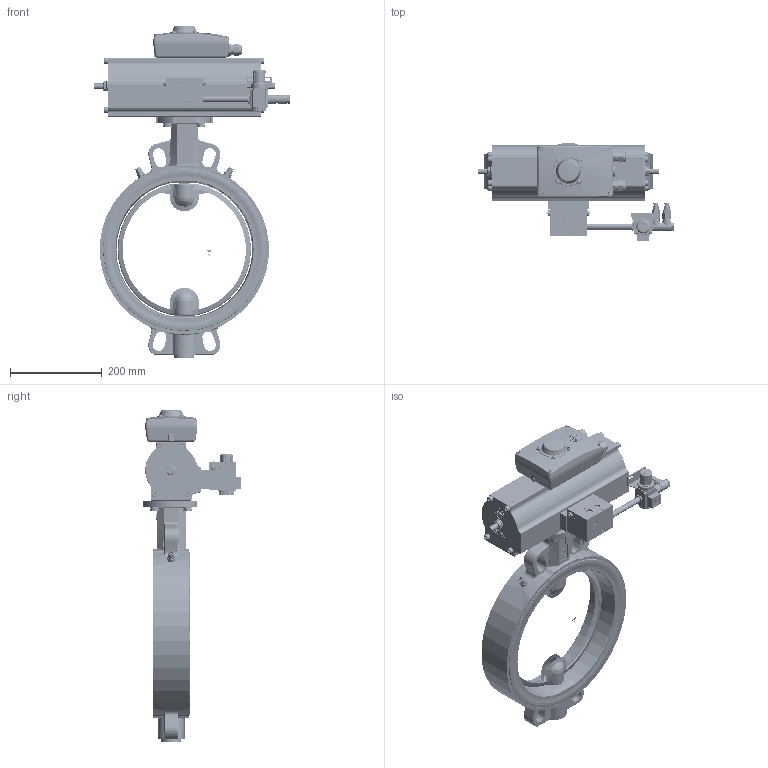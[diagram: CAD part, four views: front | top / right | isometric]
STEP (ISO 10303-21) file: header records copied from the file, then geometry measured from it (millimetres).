
FILE_DESCRIPTION((''),'2;1');
FILE_NAME('Z11Z-300-0153-4.stp','2013-05-08T07:36:56',('hellwig'),(''),'Autodesk Inventor 2011','Autodesk Inventor 2011','');
FILE_SCHEMA(('CONFIG_CONTROL_DESIGN'));
Length unit declared in the file: millimetre
Products named in the file (1): M24814_Konturvereinfachung_1
Bounding box: 428.5 x 215.5 x 725.5 mm (x, y, z)
Volume: 12657550.3 mm3; surface area: 1250036.1 mm2
Topology: 112 solids, 117 shells, 6619 faces, 16578 edges, 10218 vertices
Faces by surface type: plane 2798, cylinder 1779, bspline 772, torus 584, cone 457, sphere 229
Full cylindrical faces by diameter (mm): 0.8 x1, 2 x3, 2.5 x2, 2.75 x4, 3 x5, 3.44 x4, 3.6 x4, 4 x14, 4.134 x8, 4.2 x3, 4.917 x5, 5 x17, 5.05 x2, 5.5 x7, 6 x9, 6.6 x2, 6.647 x12, 6.8 x5, 7.8 x2, 8 x10, 8.2 x2, 8.376 x4, 8.5 x14, 8.75 x2, 9 x6, 9.188 x4, 10 x18, 10.5 x4, 10.6 x1, 11 x6
Entity records: 216754 total; most frequent: CARTESIAN_POINT 62640, ORIENTED_EDGE 30346, DIRECTION 30007, EDGE_CURVE 15173, AXIS2_PLACEMENT_3D 11571, VERTEX_POINT 9865, EDGE_LOOP 8032, VECTOR 6865
